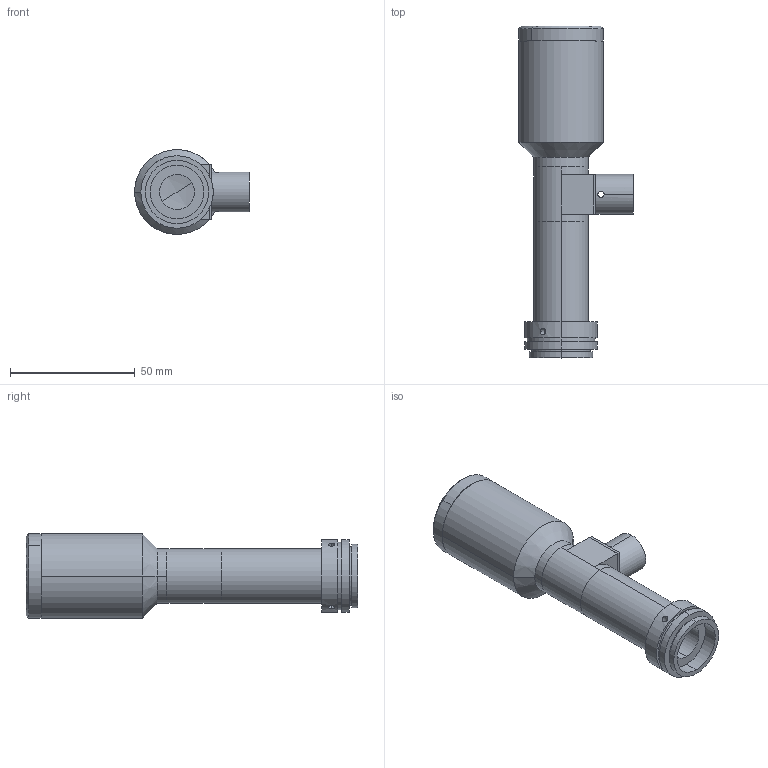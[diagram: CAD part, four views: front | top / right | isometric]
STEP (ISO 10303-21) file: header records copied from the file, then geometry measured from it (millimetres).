
FILE_DESCRIPTION (( 'STEP AP203' ), '1' );
FILE_NAME ('XF-MT1X110D.STEP', '2015-07-30T07:16:49', ( 'Lxtx999.CoM' ), ( 'Lxtx999.CoM' ), 'SwSTEP 2.0', 'SolidWorks 2014', '' );
FILE_SCHEMA (( 'CONFIG_CONTROL_DESIGN' ));
Length unit declared in the file: millimetre
Products named in the file (1): XF-MT1X110D
Bounding box: 46 x 132.99 x 34 mm (x, y, z)
Surface area: 18168.1 mm2 (no closed solid volume)
Topology: 0 solids, 11 shells, 106 faces, 276 edges, 183 vertices
Faces by surface type: cylinder 67, plane 33, cone 4, sphere 2
Entity records: 3705 total; most frequent: CARTESIAN_POINT 954, DIRECTION 612, ORIENTED_EDGE 474, EDGE_CURVE 276, AXIS2_PLACEMENT_3D 249, VERTEX_POINT 183, CIRCLE 142, EDGE_LOOP 132
